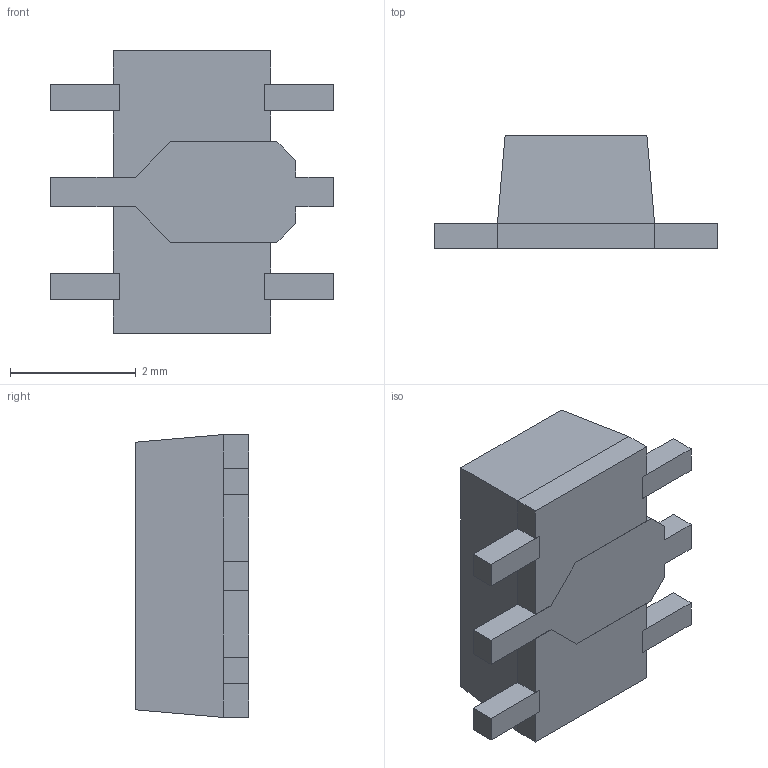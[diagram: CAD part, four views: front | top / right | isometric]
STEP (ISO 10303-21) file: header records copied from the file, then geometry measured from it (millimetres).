
FILE_DESCRIPTION (( 'STEP AP214' ), '1' );
FILE_NAME ('NJM12856U2-33-TE1.STEP', '2023-04-05T00:14:27', ( '' ), ( '' ), 'SwSTEP 2.0', 'SolidWorks 2021', '' );
FILE_SCHEMA (( 'AUTOMOTIVE_DESIGN' ));
Length unit declared in the file: millimetre
Products named in the file (1): NJM12856U2-33-TE1
Bounding box: 4.5 x 1.8 x 4.5 mm (x, y, z)
Volume: 20.2 mm3; surface area: 69.6 mm2
Topology: 6 solids, 6 shells, 83 faces, 194 edges, 124 vertices
Faces by surface type: plane 81, cylinder 2
Entity records: 2383 total; most frequent: CARTESIAN_POINT 402, ORIENTED_EDGE 388, DIRECTION 366, EDGE_CURVE 194, LINE 190, VECTOR 190, VERTEX_POINT 124, AXIS2_PLACEMENT_3D 88
